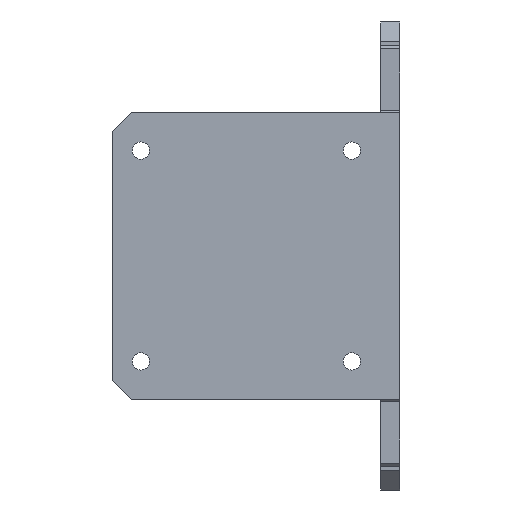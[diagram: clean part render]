
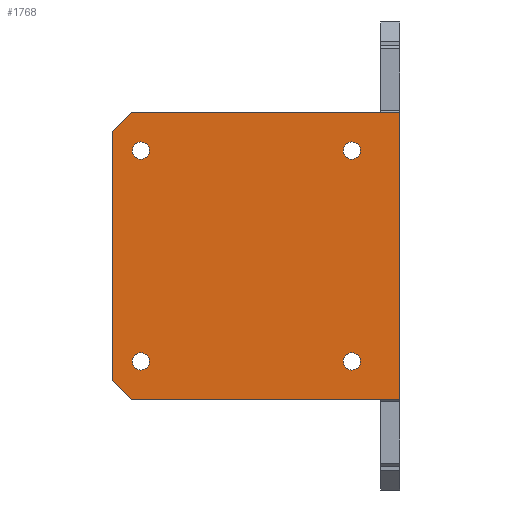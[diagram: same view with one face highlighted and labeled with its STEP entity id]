
A CAD part, front view. The second image highlights one B-rep face of the part: STEP entity #1768.
In plain terms, the highlighted planar face has unit normal (0, -1, 0).
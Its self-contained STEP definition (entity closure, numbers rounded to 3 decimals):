
#1 = ORIENTED_EDGE ( 'NONE', *, *, #909, .T. ) ;
#3 = VERTEX_POINT ( 'NONE', #397 ) ;
#128 = VERTEX_POINT ( 'NONE', #3483 ) ;
#164 = FACE_BOUND ( 'NONE', #3837, .T. ) ;
#254 = ORIENTED_EDGE ( 'NONE', *, *, #3430, .T. ) ;
#288 = EDGE_CURVE ( 'NONE', #128, #2739, #2281, .T. ) ;
#316 = VERTEX_POINT ( 'NONE', #1794 ) ;
#318 = DIRECTION ( 'NONE',  ( 1., 0., 0. ) ) ;
#397 = CARTESIAN_POINT ( 'NONE',  ( -140., 0., 140. ) ) ;
#425 = VERTEX_POINT ( 'NONE', #3118 ) ;
#429 = CIRCLE ( 'NONE', #3671, 4.5 ) ;
#455 = VERTEX_POINT ( 'NONE', #1613 ) ;
#503 = DIRECTION ( 'NONE',  ( 0., 1., 0. ) ) ;
#508 = CIRCLE ( 'NONE', #1003, 4.5 ) ;
#551 = AXIS2_PLACEMENT_3D ( 'NONE', #3317, #2113, #1515 ) ;
#607 = ORIENTED_EDGE ( 'NONE', *, *, #1480, .F. ) ;
#643 = DIRECTION ( 'NONE',  ( 0., 1., 0. ) ) ;
#692 = LINE ( 'NONE', #3638, #3934 ) ;
#721 = CARTESIAN_POINT ( 'NONE',  ( -125., 0., 15.5 ) ) ;
#809 = AXIS2_PLACEMENT_3D ( 'NONE', #3655, #1203, #2426 ) ;
#850 = DIRECTION ( 'NONE',  ( 0., 0., -1. ) ) ;
#895 = VERTEX_POINT ( 'NONE', #3111 ) ;
#909 = EDGE_CURVE ( 'NONE', #3069, #895, #429, .T. ) ;
#912 = DIRECTION ( 'NONE',  ( 0., 0., 1. ) ) ;
#927 = DIRECTION ( 'NONE',  ( 0., 1., 0. ) ) ;
#932 = ORIENTED_EDGE ( 'NONE', *, *, #1252, .F. ) ;
#954 = VERTEX_POINT ( 'NONE', #2250 ) ;
#1003 = AXIS2_PLACEMENT_3D ( 'NONE', #1430, #2317, #3471 ) ;
#1036 = LINE ( 'NONE', #3515, #3732 ) ;
#1059 = EDGE_CURVE ( 'NONE', #2739, #128, #1703, .T. ) ;
#1064 = CIRCLE ( 'NONE', #809, 4.5 ) ;
#1072 = DIRECTION ( 'NONE',  ( 0., 0., 1. ) ) ;
#1111 = FACE_BOUND ( 'NONE', #3614, .T. ) ;
#1161 = ORIENTED_EDGE ( 'NONE', *, *, #1059, .T. ) ;
#1198 = AXIS2_PLACEMENT_3D ( 'NONE', #2849, #2553, #1072 ) ;
#1203 = DIRECTION ( 'NONE',  ( 0., 1., 0. ) ) ;
#1210 = EDGE_LOOP ( 'NONE', ( #3374, #1433 ) ) ;
#1216 = CARTESIAN_POINT ( 'NONE',  ( 0., 0., 0. ) ) ;
#1220 = CARTESIAN_POINT ( 'NONE',  ( -15., 0., 134.5 ) ) ;
#1252 = EDGE_CURVE ( 'NONE', #1998, #1934, #692, .T. ) ;
#1263 = VERTEX_POINT ( 'NONE', #1220 ) ;
#1333 = EDGE_CURVE ( 'NONE', #1263, #2099, #1064, .T. ) ;
#1370 = FACE_OUTER_BOUND ( 'NONE', #3872, .T. ) ;
#1385 = AXIS2_PLACEMENT_3D ( 'NONE', #3174, #503, #3746 ) ;
#1430 = CARTESIAN_POINT ( 'NONE',  ( -15., 0., 130. ) ) ;
#1433 = ORIENTED_EDGE ( 'NONE', *, *, #2157, .T. ) ;
#1437 = AXIS2_PLACEMENT_3D ( 'NONE', #3911, #1777, #2715 ) ;
#1480 = EDGE_CURVE ( 'NONE', #1934, #316, #3519, .T. ) ;
#1515 = DIRECTION ( 'NONE',  ( 0., 0., 1. ) ) ;
#1535 = CARTESIAN_POINT ( 'NONE',  ( -15., 0., 24.5 ) ) ;
#1540 = DIRECTION ( 'NONE',  ( 1., 0., 0. ) ) ;
#1604 = DIRECTION ( 'NONE',  ( 0., 0., -1. ) ) ;
#1613 = CARTESIAN_POINT ( 'NONE',  ( -125., 0., 125.5 ) ) ;
#1644 = CIRCLE ( 'NONE', #1198, 4.5 ) ;
#1661 = ORIENTED_EDGE ( 'NONE', *, *, #3792, .T. ) ;
#1688 = DIRECTION ( 'NONE',  ( 0., 0., 1. ) ) ;
#1690 = CIRCLE ( 'NONE', #3352, 4.5 ) ;
#1703 = CIRCLE ( 'NONE', #1385, 4.5 ) ;
#1728 = EDGE_CURVE ( 'NONE', #425, #2898, #2101, .T. ) ;
#1732 = LINE ( 'NONE', #2065, #3669 ) ;
#1744 = EDGE_CURVE ( 'NONE', #2099, #1263, #508, .T. ) ;
#1768 = ADVANCED_FACE ( 'NONE', ( #1111, #164, #1975, #3832, #1370 ), #3200, .F. ) ;
#1777 = DIRECTION ( 'NONE',  ( 0., 1., 0. ) ) ;
#1794 = CARTESIAN_POINT ( 'NONE',  ( 10., 0., 0. ) ) ;
#1799 = DIRECTION ( 'NONE',  ( 0.707, 0., -0.707 ) ) ;
#1808 = DIRECTION ( 'NONE',  ( -0.707, 0., -0.707 ) ) ;
#1830 = VECTOR ( 'NONE', #1604, 1000. ) ;
#1854 = CARTESIAN_POINT ( 'NONE',  ( -15., 0., 20. ) ) ;
#1869 = CARTESIAN_POINT ( 'NONE',  ( -130., 0., 150. ) ) ;
#1907 = DIRECTION ( 'NONE',  ( 0., 0., 1. ) ) ;
#1927 = EDGE_LOOP ( 'NONE', ( #1, #2002 ) ) ;
#1934 = VERTEX_POINT ( 'NONE', #2734 ) ;
#1975 = FACE_BOUND ( 'NONE', #1210, .T. ) ;
#1993 = CARTESIAN_POINT ( 'NONE',  ( 0., 0., 150. ) ) ;
#1998 = VERTEX_POINT ( 'NONE', #1869 ) ;
#1999 = CARTESIAN_POINT ( 'NONE',  ( 10., 0., 150. ) ) ;
#2002 = ORIENTED_EDGE ( 'NONE', *, *, #2990, .T. ) ;
#2065 = CARTESIAN_POINT ( 'NONE',  ( -140., 0., 150. ) ) ;
#2099 = VERTEX_POINT ( 'NONE', #3706 ) ;
#2101 = LINE ( 'NONE', #3323, #2473 ) ;
#2113 = DIRECTION ( 'NONE',  ( 0., 1., 0. ) ) ;
#2132 = ORIENTED_EDGE ( 'NONE', *, *, #1728, .T. ) ;
#2157 = EDGE_CURVE ( 'NONE', #455, #954, #1644, .T. ) ;
#2250 = CARTESIAN_POINT ( 'NONE',  ( -125., 0., 134.5 ) ) ;
#2281 = CIRCLE ( 'NONE', #1437, 4.5 ) ;
#2317 = DIRECTION ( 'NONE',  ( 0., 1., 0. ) ) ;
#2358 = CARTESIAN_POINT ( 'NONE',  ( -130., 0., 0. ) ) ;
#2426 = DIRECTION ( 'NONE',  ( 0., 0., 1. ) ) ;
#2473 = VECTOR ( 'NONE', #1799, 1000. ) ;
#2525 = CIRCLE ( 'NONE', #551, 4.5 ) ;
#2553 = DIRECTION ( 'NONE',  ( 0., 1., 0. ) ) ;
#2606 = ORIENTED_EDGE ( 'NONE', *, *, #288, .T. ) ;
#2688 = ORIENTED_EDGE ( 'NONE', *, *, #2822, .T. ) ;
#2715 = DIRECTION ( 'NONE',  ( 0., 0., 1. ) ) ;
#2726 = ORIENTED_EDGE ( 'NONE', *, *, #1744, .T. ) ;
#2734 = CARTESIAN_POINT ( 'NONE',  ( 10., 0., 150. ) ) ;
#2739 = VERTEX_POINT ( 'NONE', #721 ) ;
#2822 = EDGE_CURVE ( 'NONE', #1998, #3, #1036, .T. ) ;
#2849 = CARTESIAN_POINT ( 'NONE',  ( -125., 0., 130. ) ) ;
#2898 = VERTEX_POINT ( 'NONE', #2358 ) ;
#2913 = VECTOR ( 'NONE', #1540, 1000. ) ;
#2923 = EDGE_CURVE ( 'NONE', #954, #455, #2525, .T. ) ;
#2990 = EDGE_CURVE ( 'NONE', #895, #3069, #1690, .T. ) ;
#3048 = AXIS2_PLACEMENT_3D ( 'NONE', #1993, #3530, #1688 ) ;
#3069 = VERTEX_POINT ( 'NONE', #1535 ) ;
#3111 = CARTESIAN_POINT ( 'NONE',  ( -15., 0., 15.5 ) ) ;
#3118 = CARTESIAN_POINT ( 'NONE',  ( -140., 0., 10. ) ) ;
#3174 = CARTESIAN_POINT ( 'NONE',  ( -125., 0., 20. ) ) ;
#3200 = PLANE ( 'NONE',  #3048 ) ;
#3227 = LINE ( 'NONE', #1216, #2913 ) ;
#3317 = CARTESIAN_POINT ( 'NONE',  ( -125., 0., 130. ) ) ;
#3323 = CARTESIAN_POINT ( 'NONE',  ( -130., 0., 0. ) ) ;
#3352 = AXIS2_PLACEMENT_3D ( 'NONE', #1854, #643, #912 ) ;
#3374 = ORIENTED_EDGE ( 'NONE', *, *, #2923, .T. ) ;
#3376 = ORIENTED_EDGE ( 'NONE', *, *, #1333, .T. ) ;
#3430 = EDGE_CURVE ( 'NONE', #3, #425, #1732, .T. ) ;
#3471 = DIRECTION ( 'NONE',  ( 0., 0., 1. ) ) ;
#3483 = CARTESIAN_POINT ( 'NONE',  ( -125., 0., 24.5 ) ) ;
#3515 = CARTESIAN_POINT ( 'NONE',  ( -140., 0., 140. ) ) ;
#3519 = LINE ( 'NONE', #1999, #1830 ) ;
#3530 = DIRECTION ( 'NONE',  ( 0., 1., 0. ) ) ;
#3614 = EDGE_LOOP ( 'NONE', ( #2606, #1161 ) ) ;
#3638 = CARTESIAN_POINT ( 'NONE',  ( 0., 0., 150. ) ) ;
#3655 = CARTESIAN_POINT ( 'NONE',  ( -15., 0., 130. ) ) ;
#3669 = VECTOR ( 'NONE', #850, 1000. ) ;
#3671 = AXIS2_PLACEMENT_3D ( 'NONE', #3722, #927, #1907 ) ;
#3706 = CARTESIAN_POINT ( 'NONE',  ( -15., 0., 125.5 ) ) ;
#3722 = CARTESIAN_POINT ( 'NONE',  ( -15., 0., 20. ) ) ;
#3732 = VECTOR ( 'NONE', #1808, 1000. ) ;
#3746 = DIRECTION ( 'NONE',  ( 0., 0., 1. ) ) ;
#3792 = EDGE_CURVE ( 'NONE', #2898, #316, #3227, .T. ) ;
#3832 = FACE_BOUND ( 'NONE', #1927, .T. ) ;
#3837 = EDGE_LOOP ( 'NONE', ( #3376, #2726 ) ) ;
#3872 = EDGE_LOOP ( 'NONE', ( #932, #2688, #254, #2132, #1661, #607 ) ) ;
#3911 = CARTESIAN_POINT ( 'NONE',  ( -125., 0., 20. ) ) ;
#3934 = VECTOR ( 'NONE', #318, 1000. ) ;
